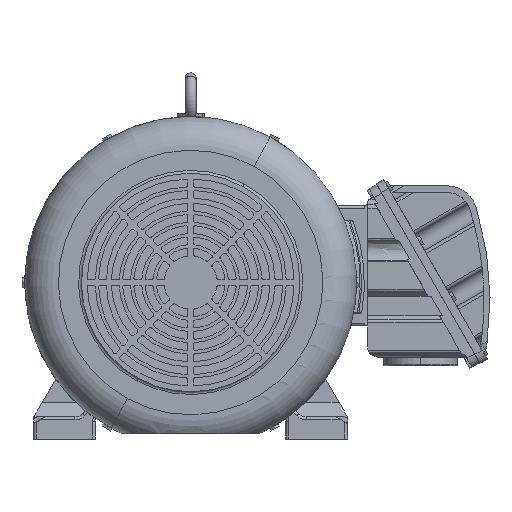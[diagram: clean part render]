
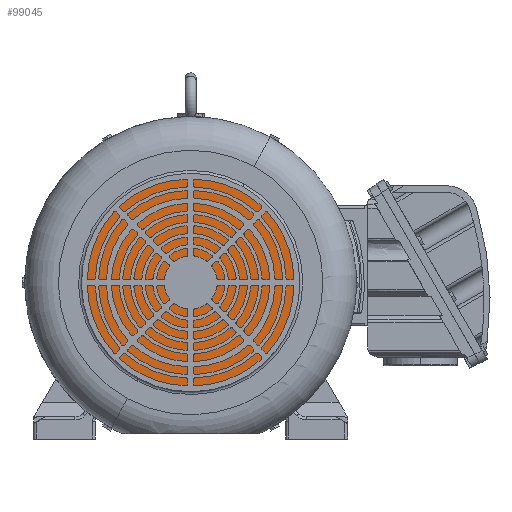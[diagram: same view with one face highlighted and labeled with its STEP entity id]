
A CAD part, left-side view. The second image highlights one B-rep face of the part: STEP entity #99045.
In plain terms, the highlighted planar face has unit normal (-1, 0, 0).
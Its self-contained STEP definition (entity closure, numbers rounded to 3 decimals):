
#8608=CARTESIAN_POINT('Axis2P3D Location',(-440.15,0.,233.)) ;
#99009=CARTESIAN_POINT('Axis2P3D Location',(-440.15,0.,0.)) ;
#99013=CARTESIAN_POINT('Vertex',(-440.15,228.,0.)) ;
#99015=CARTESIAN_POINT('Vertex',(-440.15,-228.,0.)) ;
#99018=CARTESIAN_POINT('Axis2P3D Location',(-440.15,0.,0.)) ;
#99027=CARTESIAN_POINT('Axis2P3D Location',(-440.15,0.,0.)) ;
#99031=CARTESIAN_POINT('Vertex',(-440.15,35.,0.)) ;
#99033=CARTESIAN_POINT('Vertex',(-440.15,-35.,0.)) ;
#99036=CARTESIAN_POINT('Axis2P3D Location',(-440.15,0.,0.)) ;
#8609=DIRECTION('Axis2P3D Direction',(1.,0.,0.)) ;
#8610=DIRECTION('Axis2P3D XDirection',(0.,1.,0.)) ;
#99010=DIRECTION('Axis2P3D Direction',(1.,0.,0.)) ;
#99019=DIRECTION('Axis2P3D Direction',(1.,0.,0.)) ;
#99028=DIRECTION('Axis2P3D Direction',(1.,0.,0.)) ;
#99037=DIRECTION('Axis2P3D Direction',(1.,0.,0.)) ;
#8611=AXIS2_PLACEMENT_3D('Plane Axis2P3D',#8608,#8609,#8610) ;
#99011=AXIS2_PLACEMENT_3D('Circle Axis2P3D',#99009,#99010,$) ;
#99020=AXIS2_PLACEMENT_3D('Circle Axis2P3D',#99018,#99019,$) ;
#99029=AXIS2_PLACEMENT_3D('Circle Axis2P3D',#99027,#99028,$) ;
#99038=AXIS2_PLACEMENT_3D('Circle Axis2P3D',#99036,#99037,$) ;
#99024=ORIENTED_EDGE('',*,*,#99017,.F.) ;
#99025=ORIENTED_EDGE('',*,*,#99022,.F.) ;
#99042=ORIENTED_EDGE('',*,*,#99035,.T.) ;
#99043=ORIENTED_EDGE('',*,*,#99040,.T.) ;
#99044=FACE_BOUND('',#99041,.T.) ;
#99045=ADVANCED_FACE('PartBody',(#99026,#99044),#8612,.F.) ;
#99012=CIRCLE('generated circle',#99011,228.) ;
#99021=CIRCLE('generated circle',#99020,228.) ;
#99030=CIRCLE('generated circle',#99029,35.) ;
#99039=CIRCLE('generated circle',#99038,35.) ;
#99017=EDGE_CURVE('',#99014,#99016,#99012,.T.) ;
#99022=EDGE_CURVE('',#99016,#99014,#99021,.T.) ;
#99035=EDGE_CURVE('',#99032,#99034,#99030,.T.) ;
#99040=EDGE_CURVE('',#99034,#99032,#99039,.T.) ;
#99023=EDGE_LOOP('',(#99024,#99025)) ;
#99041=EDGE_LOOP('',(#99042,#99043)) ;
#99026=FACE_OUTER_BOUND('',#99023,.T.) ;
#8612=PLANE('',#8611) ;
#99014=VERTEX_POINT('',#99013) ;
#99016=VERTEX_POINT('',#99015) ;
#99032=VERTEX_POINT('',#99031) ;
#99034=VERTEX_POINT('',#99033) ;
